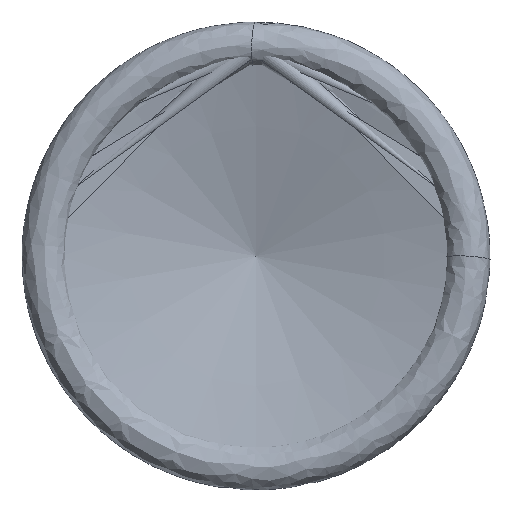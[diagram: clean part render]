
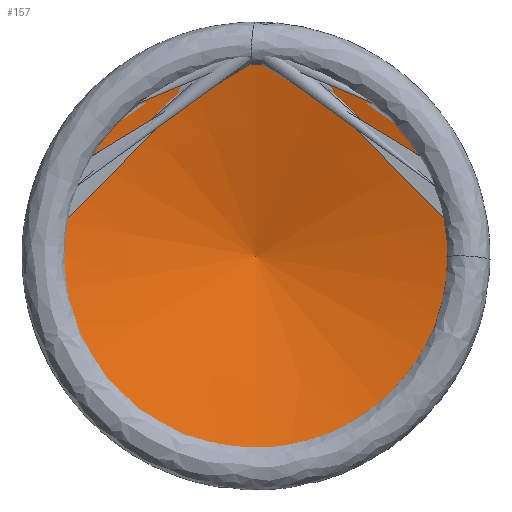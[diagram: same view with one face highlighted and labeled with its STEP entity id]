
A CAD part, left-side view. The second image highlights one B-rep face of the part: STEP entity #157.
In plain terms, the highlighted conical face has half-angle 75 degrees and reference radius 52.071 mm.
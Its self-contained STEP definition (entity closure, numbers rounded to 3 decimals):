
#44=VERTEX_LOOP('',#244);
#50=CONICAL_SURFACE('',#291,52.071,75.);
#157=ADVANCED_FACE('',(#182,#183),#50,.F.);
#182=FACE_BOUND('',#207,.T.);
#183=FACE_BOUND('',#44,.T.);
#207=EDGE_LOOP('',(#231));
#231=ORIENTED_EDGE('',*,*,#256,.T.);
#243=VERTEX_POINT('',#449);
#244=VERTEX_POINT('',#517);
#256=EDGE_CURVE('',#243,#243,#268,.T.);
#268=CIRCLE('',#290,52.071);
#290=AXIS2_PLACEMENT_3D('',#448,#334,#335);
#291=AXIS2_PLACEMENT_3D('',#518,#337,#338);
#334=DIRECTION('',(-1.,0.,0.));
#335=DIRECTION('',(0.,0.,1.));
#337=DIRECTION('',(-1.,0.,0.));
#338=DIRECTION('',(0.,0.,1.));
#448=CARTESIAN_POINT('',(3.5,0.,0.));
#449=CARTESIAN_POINT('',(3.5,0.,52.071));
#517=CARTESIAN_POINT('',(17.452,0.,0.));
#518=CARTESIAN_POINT('',(3.5,0.,0.));
